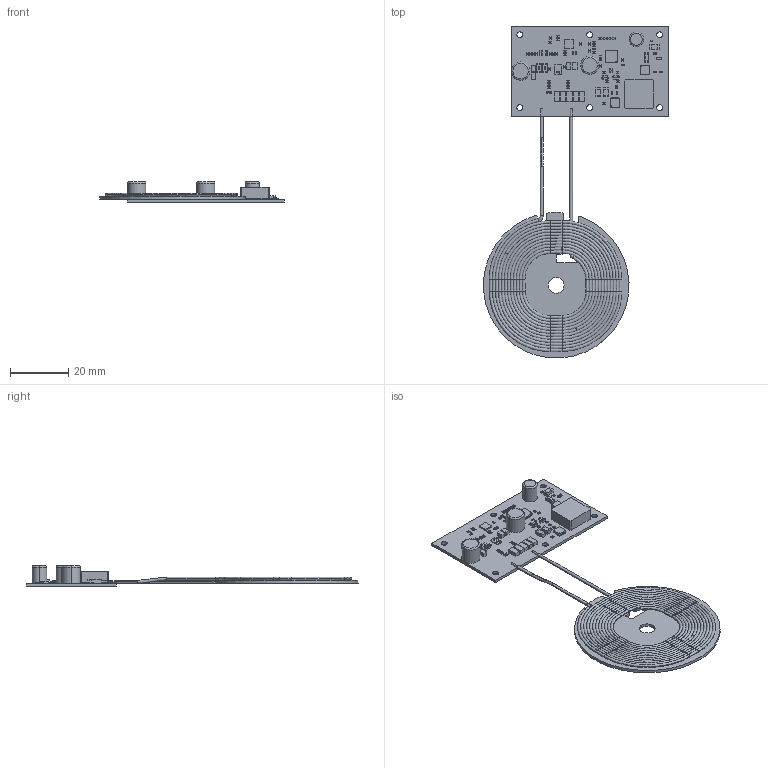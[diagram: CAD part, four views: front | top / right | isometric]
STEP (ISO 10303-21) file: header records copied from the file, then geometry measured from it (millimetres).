
FILE_DESCRIPTION((''),'2;1');
FILE_NAME('U20QR-6158B1_V1_1-20250526_ASM','2025-05-27T14:09:16',('刘威'),(''),'CREO PARAMETRIC BY PTC INC, 2023073','CREO PARAMETRIC BY PTC INC, 2023073','');
FILE_SCHEMA(('CONFIG_CONTROL_DESIGN','SHAPE_APPEARANCE_LAYERS_GROUPS'));
Products named in the file (210): BOARD; SW3DPS-0603_SMD_CAPACITOR; C46_ASM; C45_ASM; C44_ASM; SW3DPS-0402_SMD_RESISTOR; R37_ASM; R29_ASM; R1206_1; R1206_2; R1206_ASM; R28_ASM; R4_ASM; R3_ASM; 0402_SMD_CAPACITOR; C49_ASM; C48_ASM; C47_ASM; C43_ASM; C42_ASM; C33_ASM; EXTRUDED-45170; 1350368592_ASM; L1_ASM; C1_ASM; C2_ASM; C3_ASM; C4_ASM; C5_ASM; C6_ASM; C9_ASM; EXTRUDED-46081; 812665120_ASM; EXTRUDED-46453; 812665256_ASM; EXTRUDED-46825; 812665392_ASM; C12_ASM; C13_ASM; EXTRUDED-47266 ...
Assembly tree (368 placements, depth 5):
  U20QR-6158B1_V1_1-20250526_ASM
    PCB_ASM
      BOARD
      C46_ASM
        SW3DPS-0603_SMD_CAPACITOR
      C45_ASM
        SW3DPS-0603_SMD_CAPACITOR
      C44_ASM
        SW3DPS-0603_SMD_CAPACITOR
      R37_ASM
        SW3DPS-0402_SMD_RESISTOR
      R29_ASM
        SW3DPS-0402_SMD_RESISTOR
      R28_ASM
        R1206_ASM
          R1206_1
          R1206_2
      R4_ASM
        SW3DPS-0402_SMD_RESISTOR
      R3_ASM
        SW3DPS-0402_SMD_RESISTOR
      C49_ASM
        0402_SMD_CAPACITOR
      C48_ASM
        0402_SMD_CAPACITOR
      C47_ASM
        0402_SMD_CAPACITOR
      C43_ASM
        0402_SMD_CAPACITOR
      C42_ASM
        0402_SMD_CAPACITOR
      C33_ASM
        0402_SMD_CAPACITOR
      L1_ASM
        1350368592_ASM
          EXTRUDED-45170
      C1_ASM
        0402_SMD_CAPACITOR
      C2_ASM
        0402_SMD_CAPACITOR
      C3_ASM
        0402_SMD_CAPACITOR
      C4_ASM
        0402_SMD_CAPACITOR
      C5_ASM
        0402_SMD_CAPACITOR
      C6_ASM
        0402_SMD_CAPACITOR
      C9_ASM
        0402_SMD_CAPACITOR
      C12_ASM
        812665120_ASM
          EXTRUDED-46081
        812665256_ASM
          EXTRUDED-46453
        812665392_ASM
          EXTRUDED-46825
      C13_ASM
        812665120_ASM
          EXTRUDED-46081
Bounding box: 63.42 x 113.95 x 7 mm (x, y, z)
Volume: 5592.8 mm3; surface area: 13292.7 mm2
Topology: 236 solids, 236 shells, 6455 faces, 15249 edges, 8966 vertices
Faces by surface type: plane 3060, extrusion 1434, cylinder 1205, sphere 548, bspline 202, torus 6
Entity records: 81183 total; most frequent: CARTESIAN_POINT 34797, DIRECTION 6830, ORIENTED_EDGE 5676, PRESENTATION_STYLE_ASSIGNMENT 3619, STYLED_ITEM 3215, CURVE_STYLE 3144, EDGE_CURVE 2838, AXIS2_PLACEMENT_3D 2449
